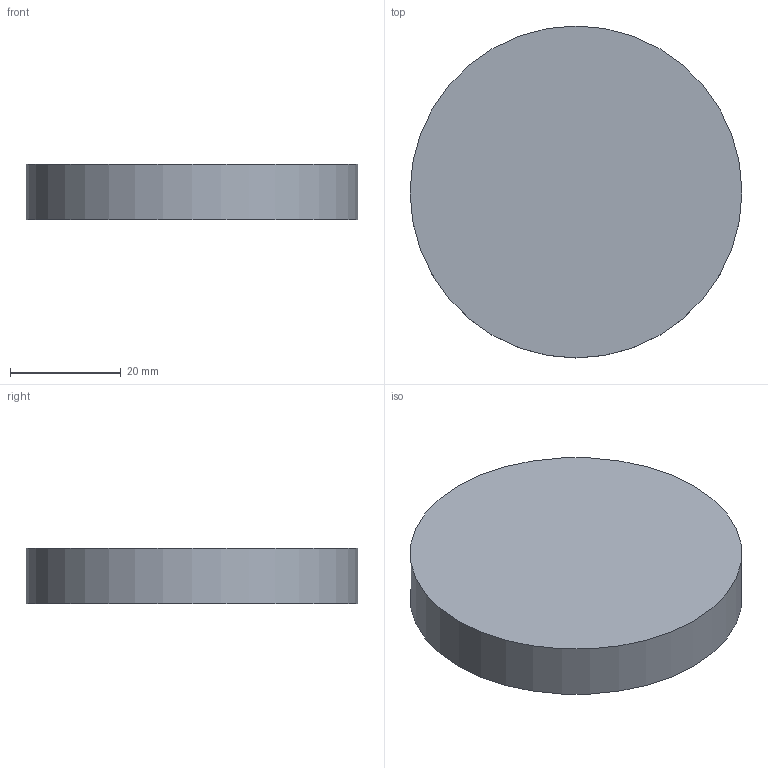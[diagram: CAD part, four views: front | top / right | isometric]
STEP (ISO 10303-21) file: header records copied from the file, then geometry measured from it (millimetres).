
FILE_DESCRIPTION (( 'STEP AP203' ), '1' );
FILE_NAME ('part1(disab. split periodic faces).STEP', '2020-04-28T09:44:12', ( '' ), ( '' ), 'SwSTEP 2.0', 'SolidWorks 2016', '' );
FILE_SCHEMA (( 'CONFIG_CONTROL_DESIGN' ));
Length unit declared in the file: millimetre
Products named in the file (1): part1(disab. split periodic faces)
Bounding box: 60 x 60 x 10 mm (x, y, z)
Volume: 28274.3 mm3; surface area: 7539.8 mm2
Topology: 1 solids, 1 shells, 3 faces, 3 edges, 2 vertices
Faces by surface type: plane 2, cylinder 1
Full cylindrical faces by diameter (mm): 60 x1
Entity records: 131 total; most frequent: DIRECTION 12, PERSON_AND_ORGANIZATION 8, CARTESIAN_POINT 8, AXIS2_PLACEMENT_3D 6, PERSON_AND_ORGANIZATION_ROLE 5, DATE_AND_TIME 5, COORDINATED_UNIVERSAL_TIME_OFFSET 5, CC_DESIGN_PERSON_AND_ORGANIZATION_ASSIGNMENT 5
